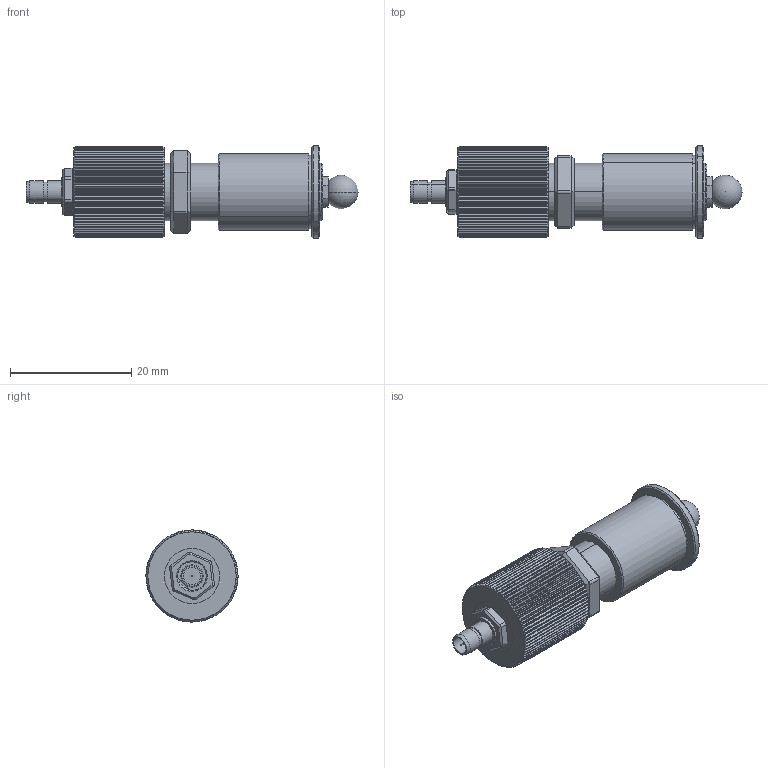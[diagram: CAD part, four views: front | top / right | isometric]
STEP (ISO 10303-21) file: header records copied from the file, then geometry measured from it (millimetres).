
FILE_DESCRIPTION (( 'STEP AP203' ), '1' );
FILE_NAME ('N82.16K-B1外形三维-22.12.14.STEP', '2022-12-14T00:49:43', ( 'Windows 用户' ), ( '微软中国' ), 'SwSTEP 2.0', 'SolidWorks 2016', '' );
FILE_SCHEMA (( 'CONFIG_CONTROL_DESIGN' ));
Length unit declared in the file: millimetre
Products named in the file (1): N82.16K-B1外形三维-22.12.14
Bounding box: 54.85 x 15.24 x 15.24 mm (x, y, z)
Surface area: 4950 mm2 (no closed solid volume)
Topology: 0 solids, 11 shells, 634 faces, 1820 edges, 1203 vertices
Faces by surface type: cylinder 386, plane 210, cone 36, sphere 2
Entity records: 25486 total; most frequent: CARTESIAN_POINT 10370, ORIENTED_EDGE 3578, DIRECTION 2495, EDGE_CURVE 1815, VERTEX_POINT 1200, AXIS2_PLACEMENT_3D 913, B_SPLINE_CURVE_WITH_KNOTS 844, LINE 669
